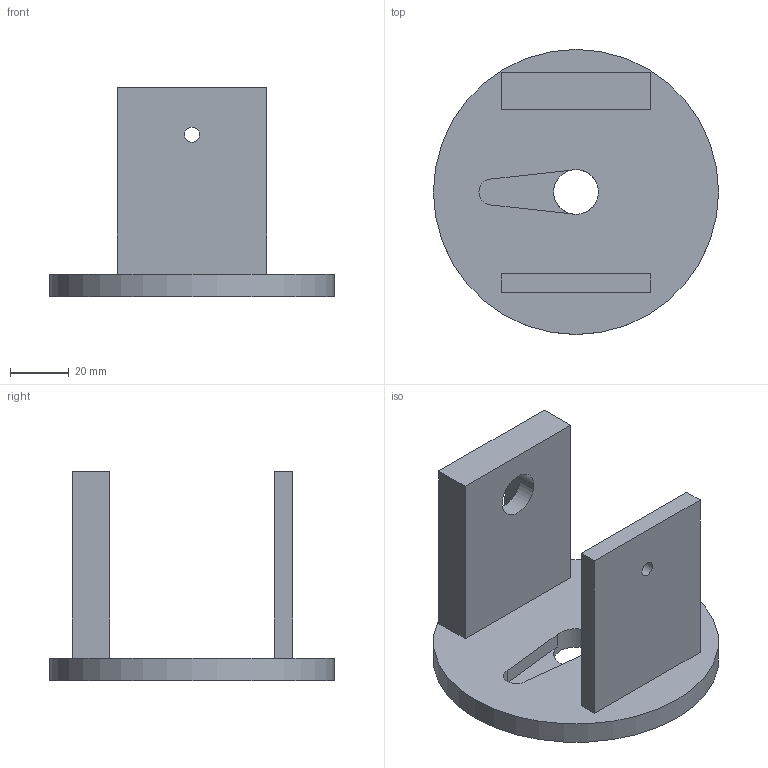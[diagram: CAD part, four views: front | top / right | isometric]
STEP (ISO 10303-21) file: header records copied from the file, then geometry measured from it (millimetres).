
FILE_DESCRIPTION(/* description */ ('STEP AP242','CAx-IF Rec.Pracs.---Representation and Presentation of Product Manufacturing Information (PMI)---4.0---2014-10-13','CAx-IF Rec.Pracs.---3D Tessellated Geometry---0.4---2014-09-14','2;1'),/* implementation_level */ '2;1');
FILE_NAME(/* name */ '6805119e98032d76349d9896',/* time_stamp */ '2025-04-20T15:24:14Z',/* author */ (''),/* organization */ (''),/* preprocessor_version */ 'ST-DEVELOPER v20',/* originating_system */ 'ONSHAPE BY PTC INC, 1.196',/* authorisation */ ' ');
FILE_SCHEMA (('AP242_MANAGED_MODEL_BASED_3D_ENGINEERING_MIM_LF { 1 0 10303 442 1 1 4 }'));
Length unit declared in the file: metre
Products named in the file (1): Part 2
Bounding box: 96.96 x 96.96 x 71.12 mm (x, y, z)
Volume: 110632.5 mm3; surface area: 33260 mm2
Topology: 1 solids, 1 shells, 25 faces, 64 edges, 43 vertices
Faces by surface type: plane 18, cylinder 7
Full cylindrical faces by diameter (mm): 5.08 x1, 15.24 x1, 96.964 x1
Entity records: 762 total; most frequent: DIRECTION 126, CARTESIAN_POINT 126, ORIENTED_EDGE 118, EDGE_CURVE 59, LINE 44, VECTOR 44, VERTEX_POINT 41, AXIS2_PLACEMENT_3D 41
